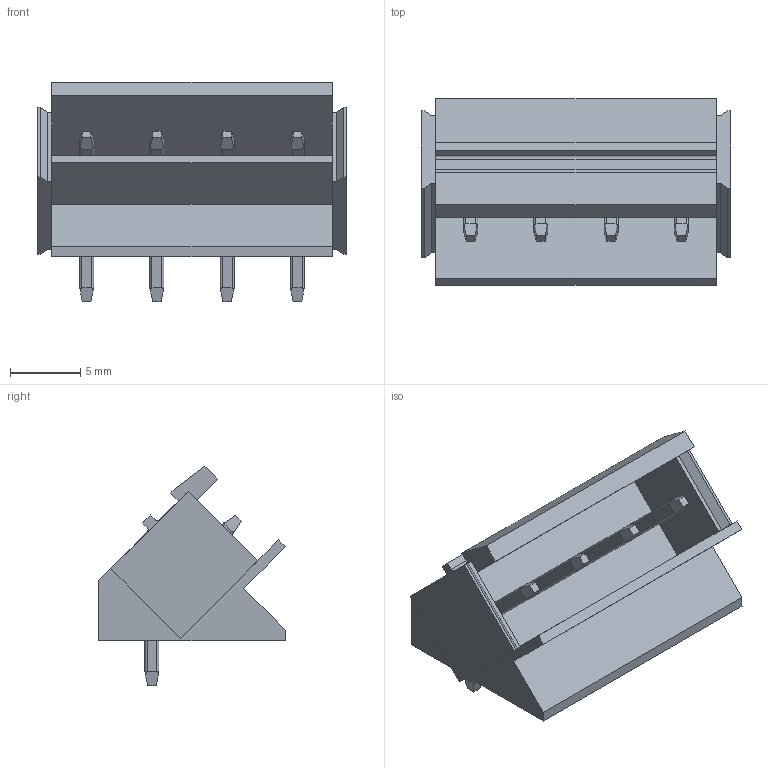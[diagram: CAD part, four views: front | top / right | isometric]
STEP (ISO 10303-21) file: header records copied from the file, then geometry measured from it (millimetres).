
FILE_DESCRIPTION(('CATIA V5 STEP Exchange','CAx-IF Rec.Pracs.--- Model Styling and Organization---1.2---2011-12-15'),'2;1');
FILE_NAME ('D1453869_0_1630500000_1630500000.stp','2018-10-13T03:15:45+00:00',('none'),('Weidmueller'),'CATIA Version 5-6 Release 2014','CATIA V5 STEP AP214','none');
FILE_SCHEMA(('AUTOMOTIVE_DESIGN { 1 0 10303 214 1 1 1 1 }'));
Length unit declared in the file: millimetre
Products named in the file (1): 1630500000
Bounding box: 22 x 13.3 x 15.63 mm (x, y, z)
Volume: 1294.6 mm3; surface area: 1899.5 mm2
Topology: 5 solids, 5 shells, 194 faces, 516 edges, 332 vertices
Faces by surface type: plane 128, cylinder 66
Entity records: 6854 total; most frequent: CARTESIAN_POINT 2400, ORIENTED_EDGE 1032, DIRECTION 706, EDGE_CURVE 516, VECTOR 384, LINE 384, VERTEX_POINT 332, EDGE_LOOP 202
